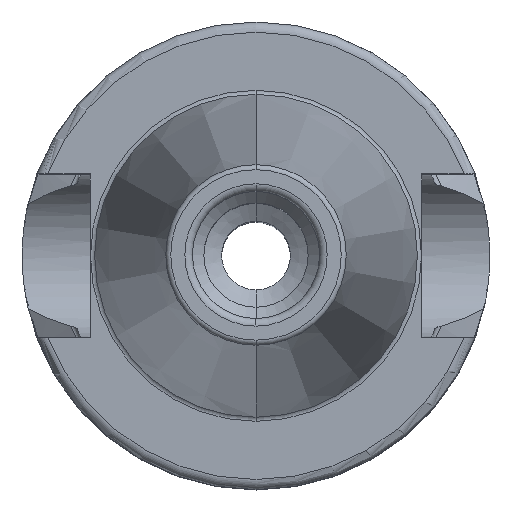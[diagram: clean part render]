
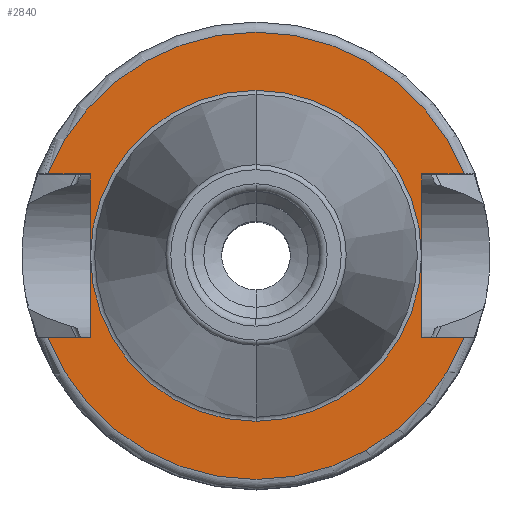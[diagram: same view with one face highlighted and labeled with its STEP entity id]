
A CAD part, top view. The second image highlights one B-rep face of the part: STEP entity #2840.
In plain terms, the highlighted planar face has unit normal (0, 0, 1).
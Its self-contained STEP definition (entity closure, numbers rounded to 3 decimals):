
#314=DIRECTION('',(1,0,0));
#315=VECTOR('',#314,4.174);
#316=CARTESIAN_POINT('',(-20.474,-8.05,20));
#317=LINE('',#316,#315);
#318=DIRECTION('',(0,1,0));
#319=VECTOR('',#318,16.1);
#320=CARTESIAN_POINT('',(-16.3,-8.05,20));
#321=LINE('',#320,#319);
#322=DIRECTION('',(1,0,0));
#323=VECTOR('',#322,4.174);
#324=CARTESIAN_POINT('',(-20.474,8.05,20));
#325=LINE('',#324,#323);
#326=DIRECTION('',(-1,0,0));
#327=VECTOR('',#326,4.174);
#328=CARTESIAN_POINT('',(20.474,8.05,20));
#329=LINE('',#328,#327);
#330=DIRECTION('',(0,-1,0));
#331=VECTOR('',#330,16.1);
#332=CARTESIAN_POINT('',(16.3,8.05,20));
#333=LINE('',#332,#331);
#334=DIRECTION('',(-1,0,0));
#335=VECTOR('',#334,4.174);
#336=CARTESIAN_POINT('',(20.474,-8.05,20));
#337=LINE('',#336,#335);
#348=CARTESIAN_POINT('',(0,0,20));
#349=DIRECTION('',(0,0,1));
#350=DIRECTION('',(0,1,0));
#351=AXIS2_PLACEMENT_3D('',#348,#349,#350);
#353=CARTESIAN_POINT('',(0,0,20));
#354=DIRECTION('',(0,0,-1));
#355=DIRECTION('',(0,1,0));
#356=AXIS2_PLACEMENT_3D('',#353,#354,#355);
#2019=CARTESIAN_POINT('',(0,0,20));
#2020=DIRECTION('',(0,0,1));
#2021=DIRECTION('',(-0.931,-0.366,0));
#2022=AXIS2_PLACEMENT_3D('',#2019,#2020,#2021);
#2036=CARTESIAN_POINT('',(0,0,20));
#2037=DIRECTION('',(0,0,1));
#2038=DIRECTION('',(0.931,0.366,0));
#2039=AXIS2_PLACEMENT_3D('',#2036,#2037,#2038);
#2158=CARTESIAN_POINT('',(-20.474,-8.05,20));
#2159=CARTESIAN_POINT('',(-16.3,-8.05,20));
#2160=VERTEX_POINT('',#2158);
#2161=VERTEX_POINT('',#2159);
#2162=CARTESIAN_POINT('',(-16.3,8.05,20));
#2163=VERTEX_POINT('',#2162);
#2164=CARTESIAN_POINT('',(-20.474,8.05,20));
#2165=VERTEX_POINT('',#2164);
#2166=CARTESIAN_POINT('',(16.3,8.05,20));
#2167=CARTESIAN_POINT('',(16.3,-8.05,20));
#2168=VERTEX_POINT('',#2166);
#2169=VERTEX_POINT('',#2167);
#2170=CARTESIAN_POINT('',(20.474,-8.05,20));
#2171=VERTEX_POINT('',#2170);
#2172=CARTESIAN_POINT('',(20.474,8.05,20));
#2173=VERTEX_POINT('',#2172);
#2216=CARTESIAN_POINT('',(0,16.275,20));
#2218=VERTEX_POINT('',#2216);
#2222=CARTESIAN_POINT('',(0,-16.275,20));
#2224=VERTEX_POINT('',#2222);
#2817=CARTESIAN_POINT('',(0,0,20));
#2818=DIRECTION('',(0,0,-1));
#2819=DIRECTION('',(0,-1,0));
#2820=AXIS2_PLACEMENT_3D('',#2817,#2818,#2819);
#2821=PLANE('',#2820);
#2822=ORIENTED_EDGE('',*,*,#2808,.T.);
#2823=ORIENTED_EDGE('',*,*,#2634,.T.);
#2824=ORIENTED_EDGE('',*,*,#2653,.F.);
#2826=ORIENTED_EDGE('',*,*,#2825,.F.);
#2827=ORIENTED_EDGE('',*,*,#2733,.T.);
#2828=ORIENTED_EDGE('',*,*,#2751,.T.);
#2829=ORIENTED_EDGE('',*,*,#2768,.F.);
#2831=ORIENTED_EDGE('',*,*,#2830,.F.);
#2832=EDGE_LOOP('',(#2822,#2823,#2824,#2826,#2827,#2828,#2829,#2831));
#2833=FACE_OUTER_BOUND('',#2832,.F.);
#2835=ORIENTED_EDGE('',*,*,#2834,.T.);
#2837=ORIENTED_EDGE('',*,*,#2836,.F.);
#2838=EDGE_LOOP('',(#2835,#2837));
#2839=FACE_BOUND('',#2838,.F.);
#2840=ADVANCED_FACE('',(#2833,#2839),#2821,.F.);
#352=CIRCLE('',#351,16.275);
#357=CIRCLE('',#356,16.275);
#2023=CIRCLE('',#2022,22);
#2040=CIRCLE('',#2039,22);
#2634=EDGE_CURVE('',#2161,#2163,#321,.T.);
#2653=EDGE_CURVE('',#2165,#2163,#325,.T.);
#2733=EDGE_CURVE('',#2173,#2168,#329,.T.);
#2751=EDGE_CURVE('',#2168,#2169,#333,.T.);
#2768=EDGE_CURVE('',#2171,#2169,#337,.T.);
#2808=EDGE_CURVE('',#2160,#2161,#317,.T.);
#2825=EDGE_CURVE('',#2173,#2165,#2040,.T.);
#2830=EDGE_CURVE('',#2160,#2171,#2023,.T.);
#2834=EDGE_CURVE('',#2218,#2224,#352,.T.);
#2836=EDGE_CURVE('',#2218,#2224,#357,.T.);
